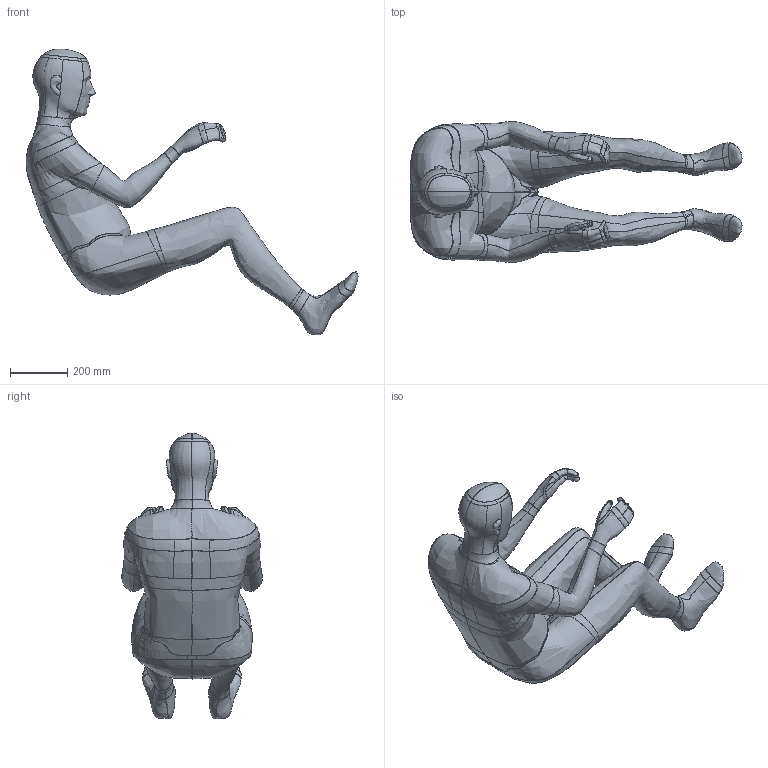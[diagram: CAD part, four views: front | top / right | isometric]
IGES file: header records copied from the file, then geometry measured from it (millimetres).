
Global section: file name: UMTRI_AMVO50M_HIP_CORRECTION_2000; native system: Autodesk Inventor 2022; preprocessor: unknown; author: jmcinnis; date: 20250121.151918; units: millimetre
Bounding box: 1158.83 x 491.08 x 997.41 mm (x, y, z)
Surface area: 1998906.1 mm2 (no closed solid volume)
Topology: 0 solids, 0 shells, 146 faces, 22473 edges, 22541 vertices
Faces by surface type: bspline 146
